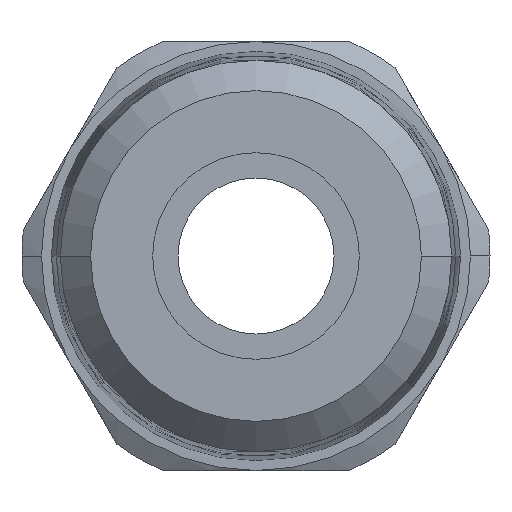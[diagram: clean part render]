
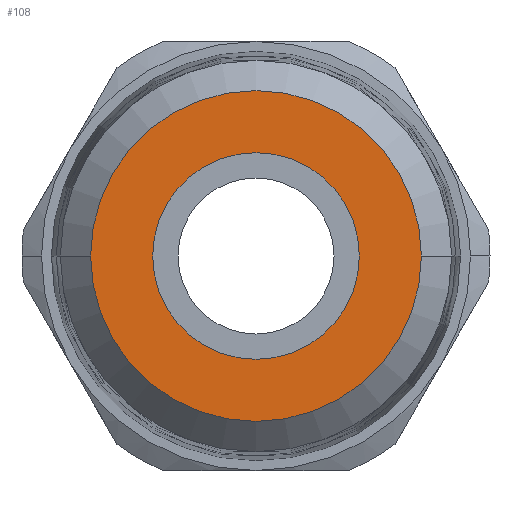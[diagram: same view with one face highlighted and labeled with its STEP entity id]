
A CAD part, front view. The second image highlights one B-rep face of the part: STEP entity #108.
In plain terms, the highlighted planar face has unit normal (0, -1, 0).
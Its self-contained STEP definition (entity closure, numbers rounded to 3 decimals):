
#108=ADVANCED_FACE('',(#261,#262),#263,.T.);
#261=FACE_BOUND('',#444,.T.);
#262=FACE_OUTER_BOUND('',#445,.T.);
#263=PLANE('',#446);
#444=EDGE_LOOP('',(#974,#975));
#445=EDGE_LOOP('',(#976,#977));
#446=AXIS2_PLACEMENT_3D('',#978,#979,#980);
#974=ORIENTED_EDGE('',*,*,#1226,.T.);
#975=ORIENTED_EDGE('',*,*,#1338,.T.);
#976=ORIENTED_EDGE('',*,*,#1211,.F.);
#977=ORIENTED_EDGE('',*,*,#1346,.F.);
#978=CARTESIAN_POINT('',(2.12,-22.6,0.0));
#979=DIRECTION('',(-0.0,-1.0,-0.0));
#980=DIRECTION('',(-1.0,0.0,0.0));
#1211=EDGE_CURVE('',#1452,#1455,#1456,.T.);
#1226=EDGE_CURVE('',#1484,#1481,#1485,.T.);
#1338=EDGE_CURVE('',#1481,#1484,#1666,.T.);
#1346=EDGE_CURVE('',#1455,#1452,#1674,.T.);
#1452=VERTEX_POINT('',#1844);
#1455=VERTEX_POINT('',#1848);
#1456=CIRCLE('',#1849,4.24);
#1481=VERTEX_POINT('',#1881);
#1484=VERTEX_POINT('',#1885);
#1485=CIRCLE('',#1886,2.65);
#1666=CIRCLE('',#2492,2.65);
#1674=CIRCLE('',#2500,4.24);
#1844=CARTESIAN_POINT('',(4.24,-22.6,0.0));
#1848=CARTESIAN_POINT('',(-4.24,-22.6,0.));
#1849=AXIS2_PLACEMENT_3D('',#2649,#2650,#2651);
#1881=CARTESIAN_POINT('',(2.65,-22.6,0.));
#1885=CARTESIAN_POINT('',(-2.65,-22.6,0.));
#1886=AXIS2_PLACEMENT_3D('',#2678,#2679,#2680);
#2492=AXIS2_PLACEMENT_3D('',#2828,#2829,#2830);
#2500=AXIS2_PLACEMENT_3D('',#2852,#2853,#2854);
#2649=CARTESIAN_POINT('',(0.0,-22.6,0.0));
#2650=DIRECTION('',(-0.0,1.0,0.0));
#2651=DIRECTION('',(1.0,0.0,0.0));
#2678=CARTESIAN_POINT('',(0.0,-22.6,0.0));
#2679=DIRECTION('',(-0.0,1.0,0.0));
#2680=DIRECTION('',(1.0,0.0,0.0));
#2828=CARTESIAN_POINT('',(0.0,-22.6,0.0));
#2829=DIRECTION('',(-0.0,1.0,0.0));
#2830=DIRECTION('',(1.0,0.0,0.0));
#2852=CARTESIAN_POINT('',(0.0,-22.6,0.0));
#2853=DIRECTION('',(-0.0,1.0,0.0));
#2854=DIRECTION('',(1.0,0.0,0.0));
